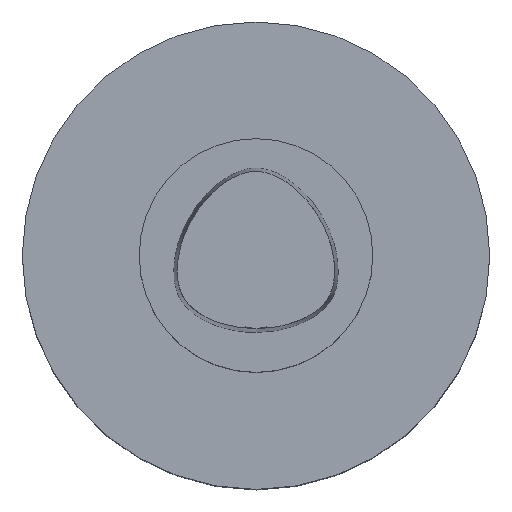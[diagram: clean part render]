
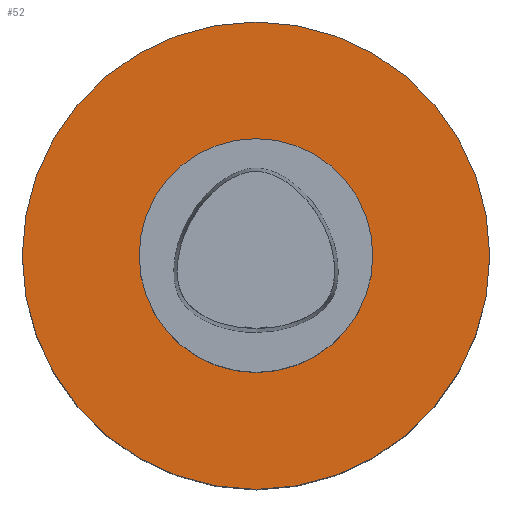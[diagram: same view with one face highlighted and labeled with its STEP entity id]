
A CAD part, top view. The second image highlights one B-rep face of the part: STEP entity #52.
In plain terms, the highlighted planar face has unit normal (0, 0, 1).
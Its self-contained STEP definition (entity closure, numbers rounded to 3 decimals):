
#52=ADVANCED_FACE('',(#69,#70),#58,.T.);
#58=PLANE('',#157);
#61=CIRCLE('',#155,40.);
#62=CIRCLE('',#156,20.);
#69=FACE_BOUND('',#81,.T.);
#70=FACE_BOUND('',#82,.T.);
#81=EDGE_LOOP('',(#99));
#82=EDGE_LOOP('',(#100));
#99=ORIENTED_EDGE('',*,*,#122,.T.);
#100=ORIENTED_EDGE('',*,*,#123,.T.);
#113=VERTEX_POINT('',#592);
#114=VERTEX_POINT('',#594);
#122=EDGE_CURVE('',#113,#113,#61,.T.);
#123=EDGE_CURVE('',#114,#114,#62,.T.);
#155=AXIS2_PLACEMENT_3D('',#591,#178,#179);
#156=AXIS2_PLACEMENT_3D('',#593,#180,#181);
#157=AXIS2_PLACEMENT_3D('',#595,#182,#183);
#178=DIRECTION('',(0.,0.,1.));
#179=DIRECTION('',(1.,0.,0.));
#180=DIRECTION('',(0.,0.,-1.));
#181=DIRECTION('',(0.,-1.,0.));
#182=DIRECTION('',(0.,0.,1.));
#183=DIRECTION('',(-1.,0.,0.));
#591=CARTESIAN_POINT('',(0.,0.,-20.));
#592=CARTESIAN_POINT('',(-40.,0.,-20.));
#593=CARTESIAN_POINT('',(0.,0.,-20.));
#594=CARTESIAN_POINT('',(0.,-20.,-20.));
#595=CARTESIAN_POINT('',(0.,0.,-20.));
